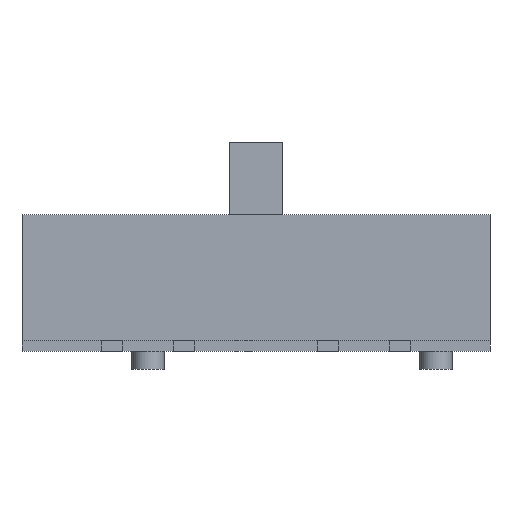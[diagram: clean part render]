
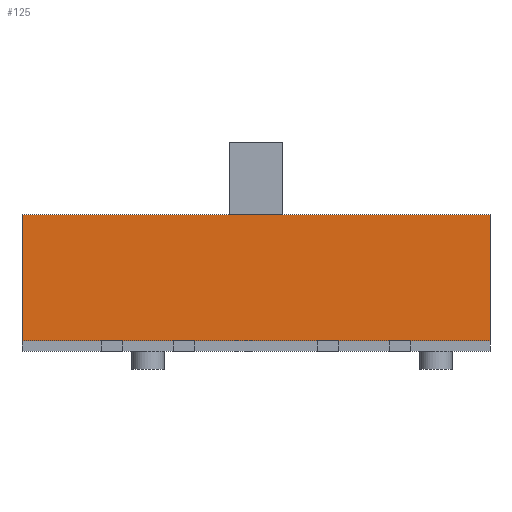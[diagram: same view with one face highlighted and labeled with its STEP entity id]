
A CAD part, front view. The second image highlights one B-rep face of the part: STEP entity #125.
In plain terms, the highlighted planar face has unit normal (0, -1, 0).
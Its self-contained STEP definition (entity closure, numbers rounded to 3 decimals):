
#60=CARTESIAN_POINT('',(26.1,-1.75,0.4));
#61=VERTEX_POINT('',#60);
#78=CARTESIAN_POINT('',(26.1,-1.75,3.9));
#79=VERTEX_POINT('',#78);
#86=CARTESIAN_POINT('',(26.1,-1.75,3.9));
#87=DIRECTION('',(-0.,-0.,-1.));
#88=VECTOR('',#87,3.5);
#89=LINE('',#86,#88);
#90=EDGE_CURVE('',#79,#61,#89,.T.);
#95=CARTESIAN_POINT('',(19.6,-1.75,3.9));
#96=DIRECTION('',(0.,1.,0.));
#97=DIRECTION('',(-1.,0.,0.));
#98=AXIS2_PLACEMENT_3D('',#95,#96,#97);
#99=PLANE('',#98);
#100=CARTESIAN_POINT('',(13.1,-1.75,0.4));
#101=VERTEX_POINT('',#100);
#102=CARTESIAN_POINT('',(13.1,-1.75,0.4));
#103=DIRECTION('',(1.,-0.,-0.));
#104=VECTOR('',#103,13.);
#105=LINE('',#102,#104);
#106=EDGE_CURVE('',#101,#61,#105,.T.);
#107=ORIENTED_EDGE('',*,*,#106,.T.);
#108=ORIENTED_EDGE('',*,*,#90,.F.);
#109=CARTESIAN_POINT('',(13.1,-1.75,3.9));
#110=VERTEX_POINT('',#109);
#111=CARTESIAN_POINT('',(13.1,-1.75,3.9));
#112=DIRECTION('',(1.,-0.,-0.));
#113=VECTOR('',#112,13.);
#114=LINE('',#111,#113);
#115=EDGE_CURVE('',#110,#79,#114,.T.);
#116=ORIENTED_EDGE('',*,*,#115,.F.);
#117=CARTESIAN_POINT('',(13.1,-1.75,3.9));
#118=DIRECTION('',(-0.,-0.,-1.));
#119=VECTOR('',#118,3.5);
#120=LINE('',#117,#119);
#121=EDGE_CURVE('',#110,#101,#120,.T.);
#122=ORIENTED_EDGE('',*,*,#121,.T.);
#123=EDGE_LOOP('',(#107,#108,#116,#122));
#124=FACE_BOUND('',#123,.T.);
#125=ADVANCED_FACE('',(#124),#99,.F.);
